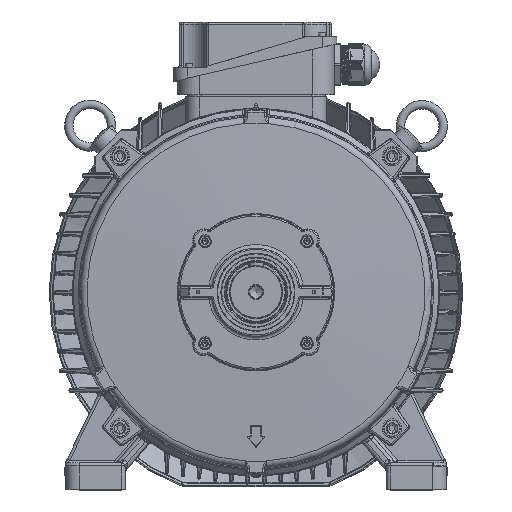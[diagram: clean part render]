
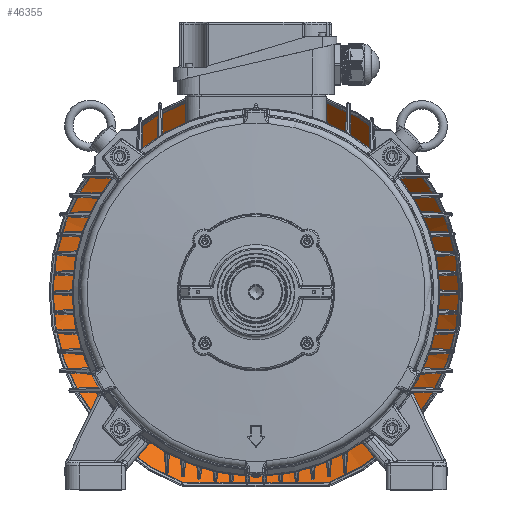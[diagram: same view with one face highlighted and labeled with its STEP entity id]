
A CAD part, top view. The second image highlights one B-rep face of the part: STEP entity #46355.
In plain terms, the highlighted conical face has half-angle 45.639 degrees and reference radius 156.951 mm.
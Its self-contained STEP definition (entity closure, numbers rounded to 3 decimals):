
#1330=CONICAL_SURFACE('',#110049,156.951,45.639);
#7105=B_SPLINE_CURVE_WITH_KNOTS('',3,(#192283,#192284,#192285,#192286,#192287,
#192288,#192289,#192290),.UNSPECIFIED.,.F.,.F.,(4,2,2,4),(0.,0.5,0.75,1.),
 .UNSPECIFIED.);
#46355=ADVANCED_FACE('',(#48607,#48608),#1330,.F.);
#48607=FACE_BOUND('',#52787,.T.);
#48608=FACE_BOUND('',#52788,.T.);
#52787=EDGE_LOOP('',(#72003,#72004));
#52788=EDGE_LOOP('',(#72005));
#72003=ORIENTED_EDGE('',*,*,#97814,.F.);
#72004=ORIENTED_EDGE('',*,*,#97821,.F.);
#72005=ORIENTED_EDGE('',*,*,#97822,.F.);
#83815=VERTEX_POINT('',#192262);
#83816=VERTEX_POINT('',#192263);
#83818=VERTEX_POINT('',#192328);
#97814=EDGE_CURVE('',#83815,#83816,#102898,.T.);
#97821=EDGE_CURVE('',#83816,#83815,#7105,.T.);
#97822=EDGE_CURVE('',#83818,#83818,#102904,.T.);
#102898=CIRCLE('',#110031,288.439);
#102904=CIRCLE('',#110040,161.323);
#110031=AXIS2_PLACEMENT_3D('',#192261,#130507,#130508);
#110040=AXIS2_PLACEMENT_3D('',#192327,#130525,#130526);
#110049=AXIS2_PLACEMENT_3D('',#192342,#130545,#130546);
#130507=DIRECTION('',(0.,0.,-1.));
#130508=DIRECTION('',(1.,0.,0.));
#130525=DIRECTION('',(0.,0.,1.));
#130526=DIRECTION('',(1.,0.,0.));
#130545=DIRECTION('',(0.,0.,1.));
#130546=DIRECTION('',(1.,0.,0.));
#192261=CARTESIAN_POINT('',(0.,0.,
-642.427));
#192262=CARTESIAN_POINT('',(-104.621,-268.796,-642.427));
#192263=CARTESIAN_POINT('',(104.621,-268.796,-642.427));
#192283=CARTESIAN_POINT('',(104.621,-268.796,-642.427));
#192284=CARTESIAN_POINT('',(70.831,-269.171,-654.071));
#192285=CARTESIAN_POINT('',(36.218,-269.437,-660.955));
#192286=CARTESIAN_POINT('',(-17.477,-269.44,-661.034));
#192287=CARTESIAN_POINT('',(-35.442,-269.376,-659.334));
#192288=CARTESIAN_POINT('',(-70.499,-269.147,-652.936));
#192289=CARTESIAN_POINT('',(-87.692,-268.984,-648.261));
#192290=CARTESIAN_POINT('',(-104.621,-268.796,-642.427));
#192327=CARTESIAN_POINT('',(0.,0.,
-766.739));
#192328=CARTESIAN_POINT('',(161.323,0.,-766.739));
#192342=CARTESIAN_POINT('',(0.,0.,
-771.014));
